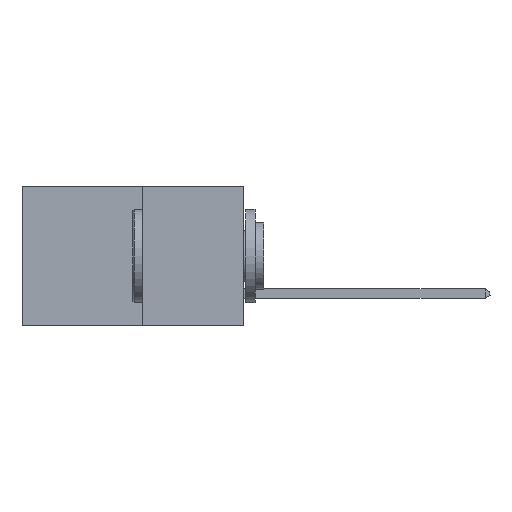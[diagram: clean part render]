
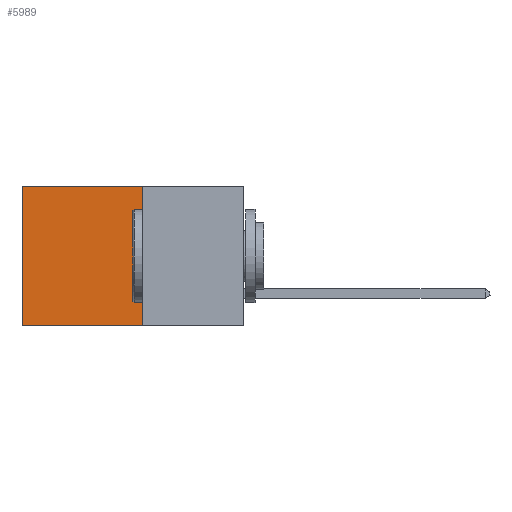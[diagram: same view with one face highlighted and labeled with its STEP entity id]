
A CAD part, left-side view. The second image highlights one B-rep face of the part: STEP entity #5989.
In plain terms, the highlighted planar face has unit normal (-1, 0, 0).
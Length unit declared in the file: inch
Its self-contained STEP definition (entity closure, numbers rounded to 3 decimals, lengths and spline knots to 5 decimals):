
#845 = VERTEX_POINT ( 'NONE', #27444 ) ;
#1294 = VECTOR ( 'NONE', #3997, 39.37008 ) ;
#1333 = CARTESIAN_POINT ( 'NONE',  ( 0.277, 0.59, -0.37 ) ) ;
#3997 = DIRECTION ( 'NONE',  ( 0., 0., -1. ) ) ;
#4080 = DIRECTION ( 'NONE',  ( 0., 0., -1. ) ) ;
#4134 = DIRECTION ( 'NONE',  ( 1., 0., 0. ) ) ;
#4159 = PLANE ( 'NONE',  #4710 ) ;
#4197 = ORIENTED_EDGE ( 'NONE', *, *, #18678, .T. ) ;
#4266 = CARTESIAN_POINT ( 'NONE',  ( 0.277, 0.27, -0.37 ) ) ;
#4710 = AXIS2_PLACEMENT_3D ( 'NONE', #4266, #4134, #4080 ) ;
#5785 = VERTEX_POINT ( 'NONE', #7137 ) ;
#5988 = LINE ( 'NONE', #29854, #13157 ) ;
#5989 = ADVANCED_FACE ( 'NONE', ( #11349 ), #4159, .F. ) ;
#6338 = DIRECTION ( 'NONE',  ( 0., 0., -1. ) ) ;
#7137 = CARTESIAN_POINT ( 'NONE',  ( 0.277, 0.27, -0.37 ) ) ;
#8217 = ORIENTED_EDGE ( 'NONE', *, *, #22706, .F. ) ;
#8673 = CARTESIAN_POINT ( 'NONE',  ( 0.277, 0.59, -0.37 ) ) ;
#10054 = EDGE_LOOP ( 'NONE', ( #22605, #8217, #26681, #4197 ) ) ;
#11349 = FACE_OUTER_BOUND ( 'NONE', #10054, .T. ) ;
#11503 = CARTESIAN_POINT ( 'NONE',  ( 0.277, 0.27, 0. ) ) ;
#12559 = EDGE_CURVE ( 'NONE', #20178, #5785, #5988, .T. ) ;
#13157 = VECTOR ( 'NONE', #6338, 39.37008 ) ;
#18678 = EDGE_CURVE ( 'NONE', #20178, #845, #27112, .T. ) ;
#19952 = DIRECTION ( 'NONE',  ( 0., 1., 0. ) ) ;
#20178 = VERTEX_POINT ( 'NONE', #11503 ) ;
#20190 = VECTOR ( 'NONE', #19952, 39.37008 ) ;
#20735 = DIRECTION ( 'NONE',  ( 0., 1., 0. ) ) ;
#21439 = VECTOR ( 'NONE', #20735, 39.37008 ) ;
#22605 = ORIENTED_EDGE ( 'NONE', *, *, #28401, .T. ) ;
#22706 = EDGE_CURVE ( 'NONE', #5785, #27678, #27617, .T. ) ;
#26457 = LINE ( 'NONE', #8673, #1294 ) ;
#26681 = ORIENTED_EDGE ( 'NONE', *, *, #12559, .F. ) ;
#27112 = LINE ( 'NONE', #29211, #20190 ) ;
#27444 = CARTESIAN_POINT ( 'NONE',  ( 0.277, 0.59, 0. ) ) ;
#27617 = LINE ( 'NONE', #29979, #21439 ) ;
#27678 = VERTEX_POINT ( 'NONE', #1333 ) ;
#28401 = EDGE_CURVE ( 'NONE', #845, #27678, #26457, .T. ) ;
#29211 = CARTESIAN_POINT ( 'NONE',  ( 0.277, 0.27, 0. ) ) ;
#29854 = CARTESIAN_POINT ( 'NONE',  ( 0.277, 0.27, -0.37 ) ) ;
#29979 = CARTESIAN_POINT ( 'NONE',  ( 0.277, 0.27, -0.37 ) ) ;
